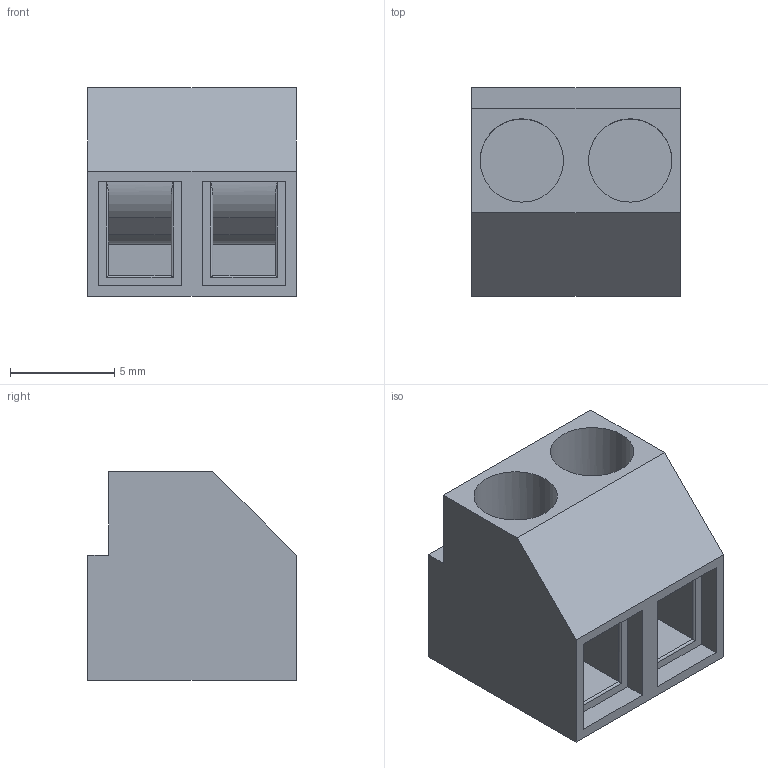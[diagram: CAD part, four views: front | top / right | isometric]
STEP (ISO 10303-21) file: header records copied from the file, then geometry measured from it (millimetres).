
FILE_DESCRIPTION(/* description */ (''),/* implementation_level */ '2;1');
FILE_NAME(/* name */ '2 pin screw terminal .step',/* time_stamp */ '2023-03-30T23:52:04+05:30',/* author */ (''),/* organization */ (''),/* preprocessor_version */ 'ST-DEVELOPER v19.2',/* originating_system */ 'Autodesk Translation Framework v11.17.0.187',/* authorisation */ '');
FILE_SCHEMA (('AUTOMOTIVE_DESIGN { 1 0 10303 214 3 1 1 }'));
Length unit declared in the file: millimetre
Products named in the file (1): 2 pin screw terminal
Bounding box: 10 x 10 x 10 mm (x, y, z)
Volume: 556.6 mm3; surface area: 883.3 mm2
Topology: 1 solids, 1 shells, 49 faces, 133 edges, 86 vertices
Faces by surface type: plane 37, cylinder 12
Full cylindrical faces by diameter (mm): 4 x2
Entity records: 1678 total; most frequent: CARTESIAN_POINT 353, ORIENTED_EDGE 266, DIRECTION 253, EDGE_CURVE 133, LINE 105, VECTOR 105, VERTEX_POINT 86, AXIS2_PLACEMENT_3D 74
